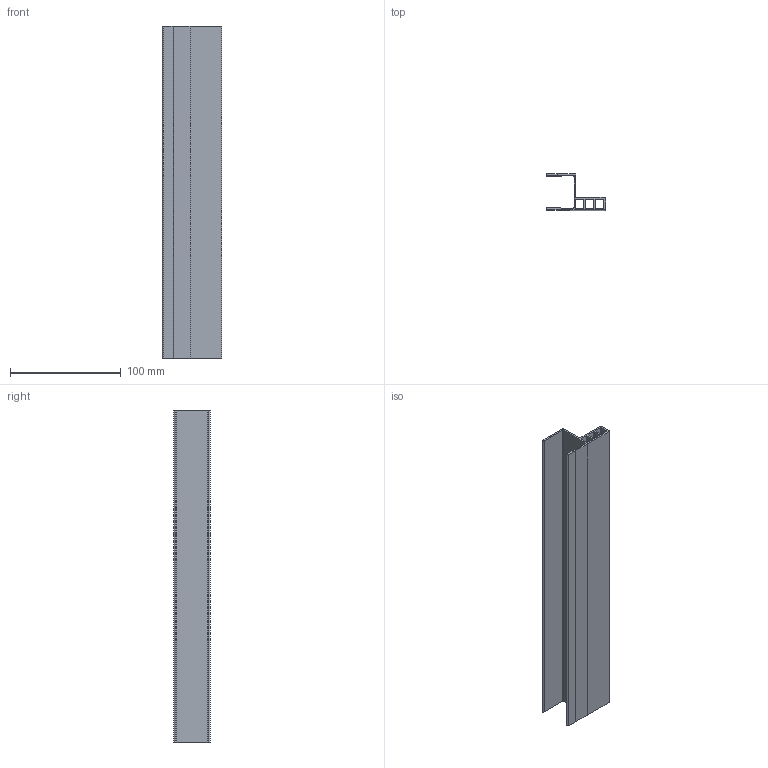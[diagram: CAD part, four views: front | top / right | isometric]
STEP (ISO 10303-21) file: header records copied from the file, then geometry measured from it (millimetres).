
FILE_DESCRIPTION (( 'STEP AP203' ), '1' );
FILE_NAME ('StyroSEAL-HD.STEP', '2014-01-25T01:36:39', ( 'John Massey' ), ( 'Microsoft' ), 'SwSTEP 2.0', 'SolidWorks 2014', '' );
FILE_SCHEMA (( 'CONFIG_CONTROL_DESIGN' ));
Length unit declared in the file: millimetre
Products named in the file (1): StyroSEAL-HD
Bounding box: 53.61 x 33.02 x 300 mm (x, y, z)
Volume: 77729 mm3; surface area: 94312.3 mm2
Topology: 1 solids, 1 shells, 55 faces, 159 edges, 106 vertices
Faces by surface type: plane 31, cylinder 24
Entity records: 1910 total; most frequent: CARTESIAN_POINT 321, DIRECTION 319, ORIENTED_EDGE 318, EDGE_CURVE 159, LINE 111, VECTOR 111, VERTEX_POINT 106, AXIS2_PLACEMENT_3D 104
